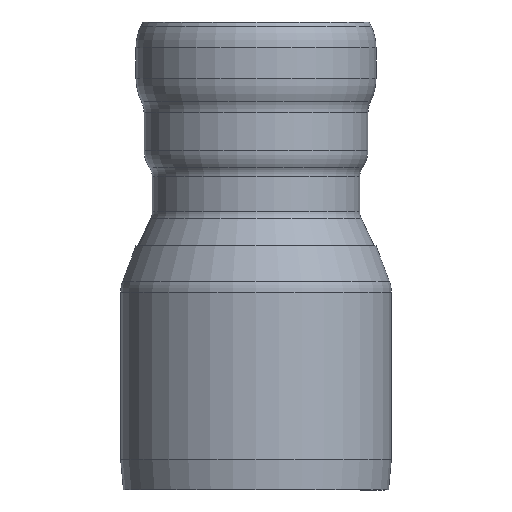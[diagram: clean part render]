
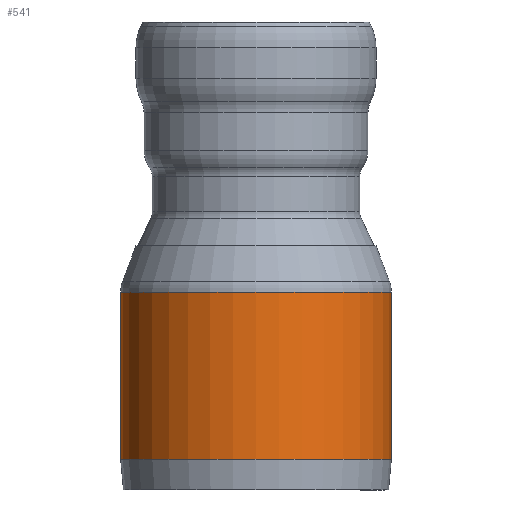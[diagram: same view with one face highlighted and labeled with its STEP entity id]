
A CAD part, front view. The second image highlights one B-rep face of the part: STEP entity #541.
In plain terms, the highlighted cylindrical face has radius 665 mm (diameter 1330 mm), a full revolution.
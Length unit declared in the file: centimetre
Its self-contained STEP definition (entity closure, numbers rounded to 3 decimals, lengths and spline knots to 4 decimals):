
#41=CYLINDRICAL_SURFACE('',#592,66.5);
#55=FACE_OUTER_BOUND('',#90,.T.);
#90=EDGE_LOOP('',(#391,#392,#393,#394,#395));
#124=LINE('',#936,#140);
#140=VECTOR('',#725,66.5);
#163=CIRCLE('',#589,66.5);
#165=CIRCLE('',#591,66.5);
#166=CIRCLE('',#593,66.5);
#230=VERTEX_POINT('',#928);
#231=VERTEX_POINT('',#929);
#232=VERTEX_POINT('',#934);
#289=EDGE_CURVE('',#230,#231,#163,.T.);
#291=EDGE_CURVE('',#231,#230,#165,.T.);
#292=EDGE_CURVE('',#232,#232,#166,.T.);
#293=EDGE_CURVE('',#232,#231,#124,.T.);
#391=ORIENTED_EDGE('',*,*,#292,.F.);
#392=ORIENTED_EDGE('',*,*,#293,.T.);
#393=ORIENTED_EDGE('',*,*,#291,.T.);
#394=ORIENTED_EDGE('',*,*,#289,.T.);
#395=ORIENTED_EDGE('',*,*,#293,.F.);
#541=ADVANCED_FACE('',(#55),#41,.T.);
#589=AXIS2_PLACEMENT_3D('',#930,#715,#716);
#591=AXIS2_PLACEMENT_3D('',#932,#719,#720);
#592=AXIS2_PLACEMENT_3D('',#933,#721,#722);
#593=AXIS2_PLACEMENT_3D('',#935,#723,#724);
#715=DIRECTION('center_axis',(0.,0.,
-1.));
#716=DIRECTION('ref_axis',(1.,0.,0.));
#719=DIRECTION('center_axis',(0.,0.,
-1.));
#720=DIRECTION('ref_axis',(1.,0.,0.));
#721=DIRECTION('center_axis',(0.,0.,
-1.));
#722=DIRECTION('ref_axis',(-1.,0.,0.));
#723=DIRECTION('center_axis',(0.,0.,
-1.));
#724=DIRECTION('ref_axis',(1.,0.,0.));
#725=DIRECTION('',(0.,0.,1.));
#928=CARTESIAN_POINT('',(0.,-66.5,97.28));
#929=CARTESIAN_POINT('',(66.5,0.,97.28));
#930=CARTESIAN_POINT('Origin',(0.,0.,
97.28));
#932=CARTESIAN_POINT('Origin',(0.,0.,
97.28));
#933=CARTESIAN_POINT('Origin',(0.,0.,56.14));
#934=CARTESIAN_POINT('',(66.5,0.,15.));
#935=CARTESIAN_POINT('Origin',(0.,0.,15.));
#936=CARTESIAN_POINT('',(66.5,0.,56.14));
